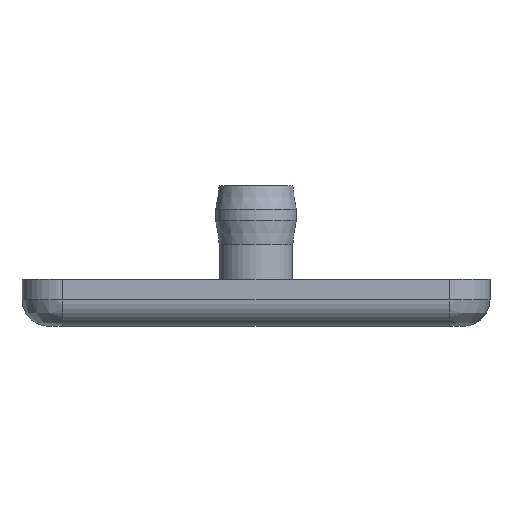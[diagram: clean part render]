
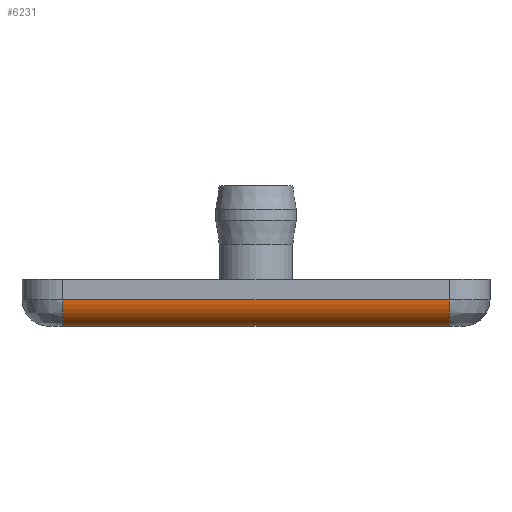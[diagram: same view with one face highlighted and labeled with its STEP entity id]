
A CAD part, front view. The second image highlights one B-rep face of the part: STEP entity #6231.
In plain terms, the highlighted cylindrical face has radius 2.25 mm (diameter 4.5 mm), a partial arc.
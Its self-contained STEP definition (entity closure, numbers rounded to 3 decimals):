
#6190=CARTESIAN_POINT('',(-10.,-57.75,-1.75));
#6191=DIRECTION('',(1.0,0.0,0.0));
#6192=DIRECTION('',(0.0,-0.707,-0.707));
#6193=AXIS2_PLACEMENT_3D('',#6190,#6191,#6192);
#6194=CYLINDRICAL_SURFACE('',#6193,2.25);
#6195=CARTESIAN_POINT('',(-16.5,-60.0,-1.75));
#6196=VERTEX_POINT('',#6195);
#6197=CARTESIAN_POINT('',(-16.5,-57.75,-4.0));
#6198=VERTEX_POINT('',#6197);
#6199=CARTESIAN_POINT('',(-16.5,-57.75,-1.75));
#6200=DIRECTION('',(1.0,0.0,0.0));
#6201=DIRECTION('',(0.0,-1.0,0.0));
#6202=AXIS2_PLACEMENT_3D('',#6199,#6200,#6201);
#6203=CIRCLE('',#6202,2.25);
#6204=EDGE_CURVE('',#6196,#6198,#6203,.T.);
#6205=ORIENTED_EDGE('',*,*,#6204,.T.);
#6206=CARTESIAN_POINT('',(16.5,-57.75,-4.0));
#6207=VERTEX_POINT('',#6206);
#6208=CARTESIAN_POINT('',(-16.5,-57.75,-4.0));
#6209=DIRECTION('',(1.0,0.0,0.0));
#6210=VECTOR('',#6209,33.);
#6211=LINE('',#6208,#6210);
#6212=EDGE_CURVE('',#6198,#6207,#6211,.T.);
#6213=ORIENTED_EDGE('',*,*,#6212,.T.);
#6214=CARTESIAN_POINT('',(16.5,-60.0,-1.75));
#6215=VERTEX_POINT('',#6214);
#6216=CARTESIAN_POINT('',(16.5,-57.75,-1.75));
#6217=DIRECTION('',(-1.0,0.0,0.0));
#6218=DIRECTION('',(0.0,0.0,-1.0));
#6219=AXIS2_PLACEMENT_3D('',#6216,#6217,#6218);
#6220=CIRCLE('',#6219,2.25);
#6221=EDGE_CURVE('',#6207,#6215,#6220,.T.);
#6222=ORIENTED_EDGE('',*,*,#6221,.T.);
#6223=CARTESIAN_POINT('',(16.5,-60.0,-1.75));
#6224=DIRECTION('',(-1.0,0.0,0.0));
#6225=VECTOR('',#6224,33.);
#6226=LINE('',#6223,#6225);
#6227=EDGE_CURVE('',#6215,#6196,#6226,.T.);
#6228=ORIENTED_EDGE('',*,*,#6227,.T.);
#6229=EDGE_LOOP('',(#6205,#6213,#6222,#6228));
#6230=FACE_OUTER_BOUND('',#6229,.T.);
#6231=ADVANCED_FACE('',(#6230),#6194,.T.);
